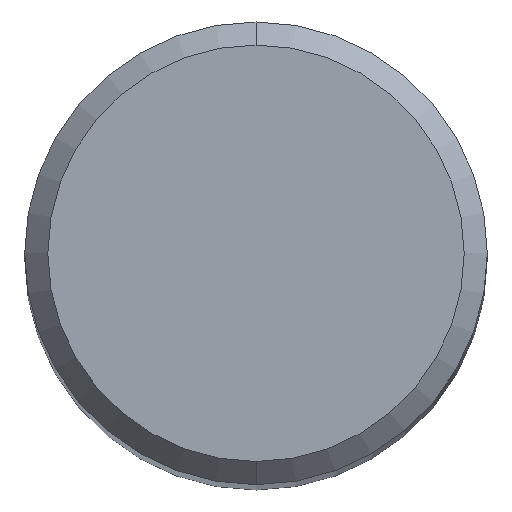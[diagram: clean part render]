
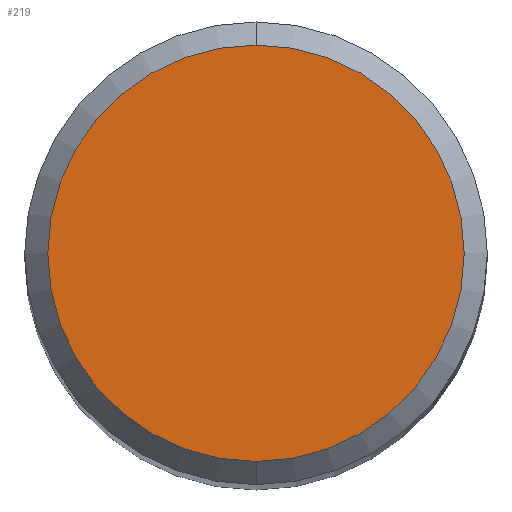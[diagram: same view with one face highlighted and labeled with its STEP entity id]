
A CAD part, top view. The second image highlights one B-rep face of the part: STEP entity #219.
In plain terms, the highlighted planar face has unit normal (0, 0, 1).
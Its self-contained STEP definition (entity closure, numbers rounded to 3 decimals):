
#199=VERTEX_POINT('',#494);
#219=ADVANCED_FACE('',(#516),#517,.T.);
#231=EDGE_CURVE('',#199,#393,#529,.T.);
#289=EDGE_CURVE('',#393,#199,#595,.T.);
#393=VERTEX_POINT('',#708);
#494=CARTESIAN_POINT('',(0.,-3.6,52.394));
#516=FACE_OUTER_BOUND('',#864,.T.);
#517=PLANE('',#865);
#529=CIRCLE('',#908,3.6);
#595=CIRCLE('',#1041,3.6);
#708=CARTESIAN_POINT('',(0.0,3.6,52.394));
#864=EDGE_LOOP('',(#1471,#1472));
#865=AXIS2_PLACEMENT_3D('',#1473,#1474,#1475);
#908=AXIS2_PLACEMENT_3D('',#1480,#1481,#1482);
#1041=AXIS2_PLACEMENT_3D('',#1574,#1575,#1576);
#1471=ORIENTED_EDGE('',*,*,#289,.F.);
#1472=ORIENTED_EDGE('',*,*,#231,.F.);
#1473=CARTESIAN_POINT('',(0.0,1.8,52.394));
#1474=DIRECTION('',(-0.0,0.0,1.0));
#1475=DIRECTION('',(0.0,-1.0,0.0));
#1480=CARTESIAN_POINT('',(0.0,0.0,52.394));
#1481=DIRECTION('',(0.0,0.0,-1.0));
#1482=DIRECTION('',(0.0,1.0,0.0));
#1574=CARTESIAN_POINT('',(0.0,0.0,52.394));
#1575=DIRECTION('',(0.0,0.0,-1.0));
#1576=DIRECTION('',(0.0,1.0,0.0));
